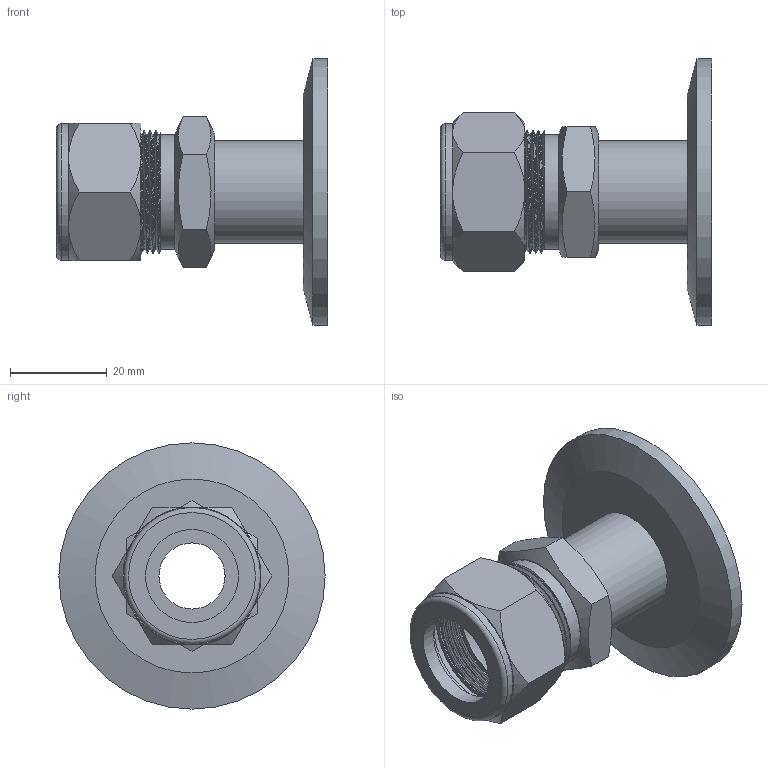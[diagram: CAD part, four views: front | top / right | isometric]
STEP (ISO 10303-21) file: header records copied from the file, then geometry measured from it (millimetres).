
FILE_DESCRIPTION (( 'STEP AP214' ), '1' );
FILE_NAME ('1KF40DB3-4FULLVAC.STEP', '2025-07-02T13:27:41', ( '' ), ( '' ), 'SwSTEP 2.0', 'SolidWorks 2017', '' );
FILE_SCHEMA (( 'AUTOMOTIVE_DESIGN' ));
Length unit declared in the file: millimetre
Products named in the file (1): 1KF40DB3-4FULLVAC
Bounding box: 56 x 55 x 55 mm (x, y, z)
Surface area: 15073.5 mm2 (no closed solid volume)
Topology: 0 solids, 5 shells, 69 faces, 165 edges, 109 vertices
Faces by surface type: plane 27, cone 18, cylinder 14, bspline 9, torus 1
Full cylindrical faces by diameter (mm): 13.65 x1, 19.2 x1, 20 x1, 21.15 x1, 21.3 x1, 22.3 x1, 23.6 x1, 26 x1, 28.2 x1, 31.5 x1, 41.2 x1, 55 x1
Entity records: 8764 total; most frequent: CARTESIAN_POINT 6613, ORIENTED_EDGE 270, DIRECTION 245, EDGE_CURVE 143, AXIS2_PLACEMENT_3D 109, VERTEX_POINT 106, EDGE_LOOP 102, FACE_OUTER_BOUND 82
